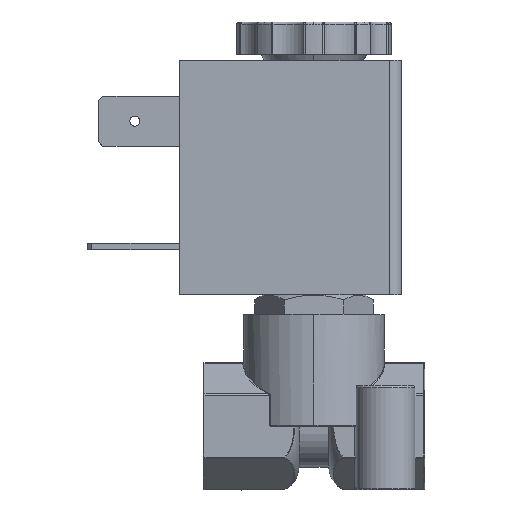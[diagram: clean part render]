
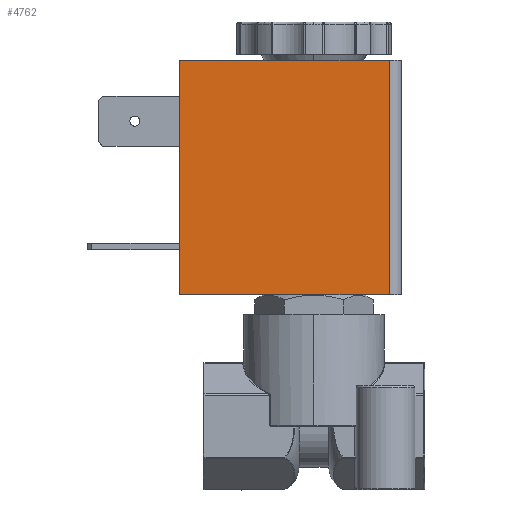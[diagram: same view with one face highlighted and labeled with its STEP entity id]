
A CAD part, top view. The second image highlights one B-rep face of the part: STEP entity #4762.
In plain terms, the highlighted planar face has unit normal (0, 0, 1).
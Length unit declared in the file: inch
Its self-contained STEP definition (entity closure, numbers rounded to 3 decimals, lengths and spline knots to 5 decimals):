
#707 = CARTESIAN_POINT ( 'NONE',  ( -0.66929, 1.23793, 0.435 ) ) ;
#736 = CARTESIAN_POINT ( 'NONE',  ( -0.66929, 0.65443, 0.435 ) ) ;
#895 = CARTESIAN_POINT ( 'NONE',  ( -0.66929, 0.65443, 0.435 ) ) ;
#1218 = EDGE_CURVE ( 'NONE', #14198, #2979, #14141, .T. ) ;
#2040 = ORIENTED_EDGE ( 'NONE', *, *, #10698, .F. ) ;
#2400 = VECTOR ( 'NONE', #5158, 39.37008 ) ;
#2873 = CARTESIAN_POINT ( 'NONE',  ( -0.66929, 1.82143, 0.435 ) ) ;
#2979 = VERTEX_POINT ( 'NONE', #5039 ) ;
#3232 = EDGE_CURVE ( 'NONE', #8480, #11021, #3295, .T. ) ;
#3295 = LINE ( 'NONE', #895, #11131 ) ;
#3598 = PLANE ( 'NONE',  #11334 ) ;
#4762 = ADVANCED_FACE ( 'Defeatured_0_10', ( #5938 ), #3598, .F. ) ;
#5039 = CARTESIAN_POINT ( 'NONE',  ( -0.66929, 1.82143, 0.435 ) ) ;
#5139 = VECTOR ( 'NONE', #8044, 39.37008 ) ;
#5158 = DIRECTION ( 'NONE',  ( 0., -1., 0. ) ) ;
#5323 = CARTESIAN_POINT ( 'NONE',  ( 0.37471, 0.65443, 0.435 ) ) ;
#5938 = FACE_OUTER_BOUND ( 'NONE', #8320, .T. ) ;
#6766 = LINE ( 'NONE', #707, #5139 ) ;
#7317 = ORIENTED_EDGE ( 'NONE', *, *, #1218, .T. ) ;
#7522 = VECTOR ( 'NONE', #11716, 39.37008 ) ;
#7733 = LINE ( 'NONE', #5323, #2400 ) ;
#8044 = DIRECTION ( 'NONE',  ( 0., 1., 0. ) ) ;
#8320 = EDGE_LOOP ( 'NONE', ( #2040, #7317, #12892, #11729 ) ) ;
#8480 = VERTEX_POINT ( 'NONE', #736 ) ;
#9418 = DIRECTION ( 'NONE',  ( 1., 0., 0. ) ) ;
#9876 = DIRECTION ( 'NONE',  ( 0., 0., -1. ) ) ;
#10698 = EDGE_CURVE ( 'NONE', #14198, #11021, #7733, .T. ) ;
#11021 = VERTEX_POINT ( 'NONE', #13771 ) ;
#11131 = VECTOR ( 'NONE', #9418, 39.37008 ) ;
#11334 = AXIS2_PLACEMENT_3D ( 'NONE', #13337, #9876, #12218 ) ;
#11716 = DIRECTION ( 'NONE',  ( -1., 0., 0. ) ) ;
#11729 = ORIENTED_EDGE ( 'NONE', *, *, #3232, .T. ) ;
#12218 = DIRECTION ( 'NONE',  ( 0., 1., 0. ) ) ;
#12892 = ORIENTED_EDGE ( 'NONE', *, *, #15476, .F. ) ;
#13144 = CARTESIAN_POINT ( 'NONE',  ( 0.37471, 1.82143, 0.435 ) ) ;
#13337 = CARTESIAN_POINT ( 'NONE',  ( -0.66929, 0.65443, 0.435 ) ) ;
#13771 = CARTESIAN_POINT ( 'NONE',  ( 0.37471, 0.65443, 0.435 ) ) ;
#14141 = LINE ( 'NONE', #2873, #7522 ) ;
#14198 = VERTEX_POINT ( 'NONE', #13144 ) ;
#15476 = EDGE_CURVE ( 'NONE', #8480, #2979, #6766, .T. ) ;
